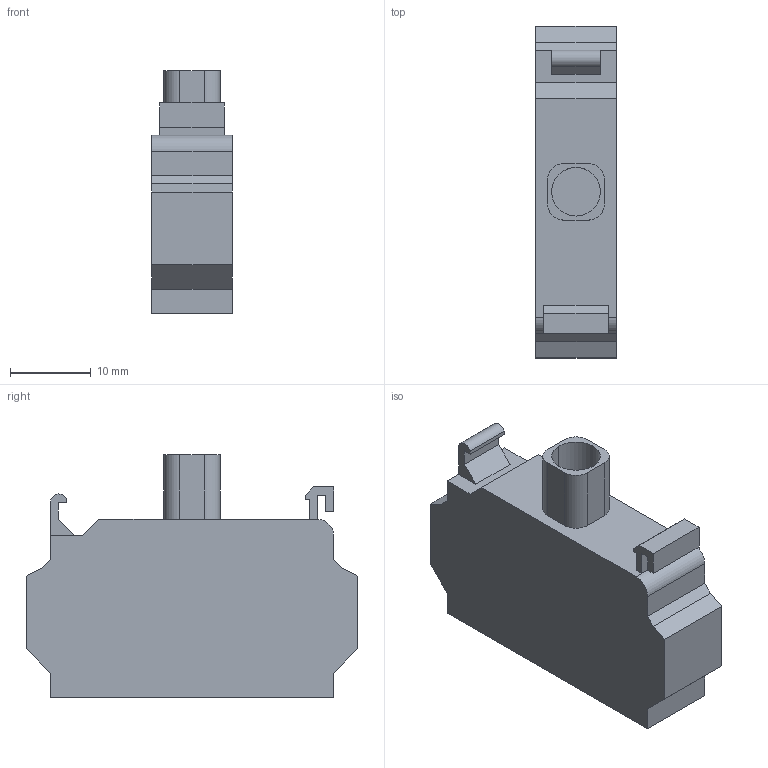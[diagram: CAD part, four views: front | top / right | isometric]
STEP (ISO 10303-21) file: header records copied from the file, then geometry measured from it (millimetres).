
FILE_DESCRIPTION((''),'2;1');
FILE_NAME('3d_LPXLPSE3.stp','2013-11-21T07:21:28',(''),(''),'Mechanical Desktop 2011','Mechanical Desktop 2011',', , ');
FILE_SCHEMA(('CONFIG_CONTROL_DESIGN'));
Length unit declared in the file: millimetre
Products named in the file (1): Product
Bounding box: 10 x 41 x 30 mm (x, y, z)
Volume: 8522.7 mm3; surface area: 3404.3 mm2
Topology: 1 solids, 1 shells, 50 faces, 136 edges, 90 vertices
Faces by surface type: plane 42, cylinder 8
Entity records: 1655 total; most frequent: CARTESIAN_POINT 277, ORIENTED_EDGE 272, DIRECTION 254, EDGE_CURVE 136, VECTOR 120, LINE 120, VERTEX_POINT 90, AXIS2_PLACEMENT_3D 67
